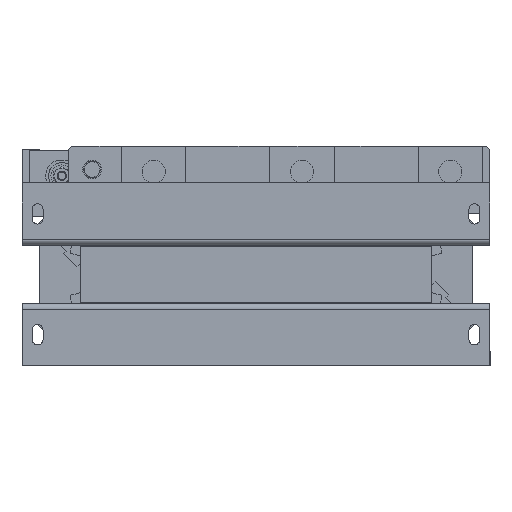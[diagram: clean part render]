
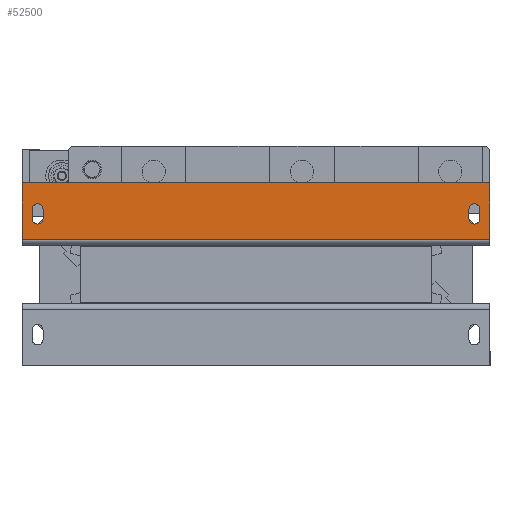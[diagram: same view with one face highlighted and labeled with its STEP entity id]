
A CAD part, front view. The second image highlights one B-rep face of the part: STEP entity #52500.
In plain terms, the highlighted planar face has unit normal (0, -1, 0).
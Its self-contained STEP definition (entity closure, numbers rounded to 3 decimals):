
#1311 = DIRECTION ( 'NONE',  ( 0., 0., 1. ) ) ;
#1344 = AXIS2_PLACEMENT_3D ( 'NONE', #28052, #2046, #1311 ) ;
#1475 = DIRECTION ( 'NONE',  ( 0., 0., 1. ) ) ;
#1511 = DIRECTION ( 'NONE',  ( 0., 1., 0. ) ) ;
#1786 = EDGE_CURVE ( 'Defeature ausgef�hrt3_125+Defeature ausgef�hrt3_131+Defeature ausgef�hrt3_124+Defeature ausgef�hrt3_127', #15033, #50586, #50149, .T. ) ;
#1968 = DIRECTION ( 'NONE',  ( 0., 1., 0. ) ) ;
#2046 = DIRECTION ( 'NONE',  ( 0., 1., 0. ) ) ;
#3209 = VECTOR ( 'NONE', #26111, 1000. ) ;
#3230 = CIRCLE ( 'NONE', #25996, 3.5 ) ;
#3601 = LINE ( 'NONE', #40388, #36934 ) ;
#4580 = ORIENTED_EDGE ( 'NONE', *, *, #8647, .T. ) ;
#5213 = VERTEX_POINT ( 'NONE', #55198 ) ;
#5360 = DIRECTION ( 'NONE',  ( 1., 0., 0. ) ) ;
#5771 = VERTEX_POINT ( 'NONE', #9157 ) ;
#6159 = DIRECTION ( 'NONE',  ( 0., 0., -1. ) ) ;
#6297 = CIRCLE ( 'NONE', #27343, 3.5 ) ;
#6502 = VECTOR ( 'NONE', #29209, 1000. ) ;
#7534 = ORIENTED_EDGE ( 'NONE', *, *, #50610, .F. ) ;
#7742 = ORIENTED_EDGE ( 'NONE', *, *, #15780, .T. ) ;
#8647 = EDGE_CURVE ( 'Defeature ausgef�hrt3_125+Defeature ausgef�hrt3_1520+Defeature ausgef�hrt3_1519+Defeature ausgef�hrt3_1521', #9951, #5771, #20027, .T. ) ;
#8891 = VECTOR ( 'NONE', #1475, 1000. ) ;
#9157 = CARTESIAN_POINT ( 'NONE',  ( -140., -23., 45.25 ) ) ;
#9217 = EDGE_LOOP ( 'NONE', ( #9739, #7742, #4580, #55666, #46391 ) ) ;
#9739 = ORIENTED_EDGE ( 'NONE', *, *, #43683, .T. ) ;
#9851 = ORIENTED_EDGE ( 'NONE', *, *, #43461, .F. ) ;
#9951 = VERTEX_POINT ( 'NONE', #16414 ) ;
#11077 = CIRCLE ( 'NONE', #51746, 3.5 ) ;
#11169 = EDGE_CURVE ( 'Defeature ausgef�hrt3_125+Defeature ausgef�hrt3_1525+Defeature ausgef�hrt3_1524+Defeature ausgef�hrt3_1526', #41699, #31986, #15613, .T. ) ;
#13085 = DIRECTION ( 'NONE',  ( 0., 0., -1. ) ) ;
#13501 = CARTESIAN_POINT ( 'NONE',  ( 150., -23., 58.75 ) ) ;
#13919 = CARTESIAN_POINT ( 'NONE',  ( -143.5, -23., 35.75 ) ) ;
#14301 = AXIS2_PLACEMENT_3D ( 'NONE', #28169, #1968, #32900 ) ;
#15033 = VERTEX_POINT ( 'NONE', #29254 ) ;
#15388 = DIRECTION ( 'NONE',  ( 0., 1., 0. ) ) ;
#15613 = LINE ( 'NONE', #45919, #16962 ) ;
#15780 = EDGE_CURVE ( 'Defeature ausgef�hrt3_125+Defeature ausgef�hrt3_1519+Defeature ausgef�hrt3_1522+Defeature ausgef�hrt3_1520', #21273, #9951, #43332, .T. ) ;
#16145 = VERTEX_POINT ( 'NONE', #51417 ) ;
#16414 = CARTESIAN_POINT ( 'NONE',  ( -143.5, -23., 41.75 ) ) ;
#16835 = CARTESIAN_POINT ( 'NONE',  ( -140., -23., 41.75 ) ) ;
#16962 = VECTOR ( 'NONE', #19838, 1000. ) ;
#16991 = EDGE_LOOP ( 'NONE', ( #20280, #53169, #21303, #36028, #43849 ) ) ;
#17816 = CARTESIAN_POINT ( 'NONE',  ( -136.5, -23., 38.75 ) ) ;
#17871 = CARTESIAN_POINT ( 'NONE',  ( -150., -23., 22.25 ) ) ;
#18314 = CARTESIAN_POINT ( 'NONE',  ( 136.5, -23., 38.75 ) ) ;
#18728 = DIRECTION ( 'NONE',  ( 0., 0., 1. ) ) ;
#18925 = EDGE_CURVE ( 'Defeature ausgef�hrt3_127+Defeature ausgef�hrt3_125+Defeature ausgef�hrt3_128+Defeature ausgef�hrt3_129', #35057, #50586, #3601, .T. ) ;
#19136 = CARTESIAN_POINT ( 'NONE',  ( 136.5, -23., 41.75 ) ) ;
#19590 = VERTEX_POINT ( 'NONE', #38561 ) ;
#19714 = EDGE_CURVE ( 'Defeature ausgef�hrt3_125+Defeature ausgef�hrt3_1523+Defeature ausgef�hrt3_1526+Defeature ausgef�hrt3_1524', #19590, #52906, #23825, .T. ) ;
#19838 = DIRECTION ( 'NONE',  ( 0., 0., -1. ) ) ;
#19992 = CIRCLE ( 'NONE', #46651, 3.5 ) ;
#20027 = CIRCLE ( 'NONE', #27708, 3.5 ) ;
#20280 = ORIENTED_EDGE ( 'NONE', *, *, #30779, .T. ) ;
#20862 = CARTESIAN_POINT ( 'NONE',  ( 143.5, -23., 41.75 ) ) ;
#21273 = VERTEX_POINT ( 'NONE', #13919 ) ;
#21303 = ORIENTED_EDGE ( 'NONE', *, *, #42690, .T. ) ;
#22041 = CARTESIAN_POINT ( 'NONE',  ( -150., -23., 58.75 ) ) ;
#22889 = VERTEX_POINT ( 'NONE', #23894 ) ;
#23825 = LINE ( 'NONE', #18314, #8891 ) ;
#23894 = CARTESIAN_POINT ( 'NONE',  ( -136.5, -23., 35.75 ) ) ;
#23905 = FACE_BOUND ( 'NONE', #9217, .T. ) ;
#24642 = CARTESIAN_POINT ( 'NONE',  ( -150., -23., 18.75 ) ) ;
#25420 = DIRECTION ( 'NONE',  ( 0., 0., 1. ) ) ;
#25996 = AXIS2_PLACEMENT_3D ( 'NONE', #52634, #1511, #36473 ) ;
#26111 = DIRECTION ( 'NONE',  ( 0., 0., 1. ) ) ;
#27343 = AXIS2_PLACEMENT_3D ( 'NONE', #45168, #44972, #18728 ) ;
#27584 = LINE ( 'NONE', #24642, #6502 ) ;
#27594 = CIRCLE ( 'NONE', #1344, 3.5 ) ;
#27708 = AXIS2_PLACEMENT_3D ( 'NONE', #16835, #55605, #42539 ) ;
#28052 = CARTESIAN_POINT ( 'NONE',  ( 140., -23., 41.75 ) ) ;
#28169 = CARTESIAN_POINT ( 'NONE',  ( 0., -23., 38.75 ) ) ;
#29209 = DIRECTION ( 'NONE',  ( 0., 0., 1. ) ) ;
#29254 = CARTESIAN_POINT ( 'NONE',  ( -150., -23., 22.25 ) ) ;
#29633 = CARTESIAN_POINT ( 'NONE',  ( 140., -23., 41.75 ) ) ;
#30779 = EDGE_CURVE ( 'Defeature ausgef�hrt3_125+Defeature ausgef�hrt3_1526+Defeature ausgef�hrt3_1525+Defeature ausgef�hrt3_1523', #31986, #19590, #3230, .T. ) ;
#31476 = EDGE_CURVE ( 'Defeature ausgef�hrt3_125+Defeature ausgef�hrt3_1524+Defeature ausgef�hrt3_1523+Defeature ausgef�hrt3_1525', #40938, #41699, #27594, .T. ) ;
#31986 = VERTEX_POINT ( 'NONE', #44533 ) ;
#32900 = DIRECTION ( 'NONE',  ( 0., 0., 1. ) ) ;
#33228 = CARTESIAN_POINT ( 'NONE',  ( -140., -23., 35.75 ) ) ;
#35057 = VERTEX_POINT ( 'NONE', #13501 ) ;
#36028 = ORIENTED_EDGE ( 'NONE', *, *, #31476, .T. ) ;
#36170 = FACE_OUTER_BOUND ( 'NONE', #45990, .T. ) ;
#36307 = EDGE_CURVE ( 'Defeature ausgef�hrt3_125+Defeature ausgef�hrt3_1521+Defeature ausgef�hrt3_1520+Defeature ausgef�hrt3_1522', #16145, #22889, #46316, .T. ) ;
#36410 = ORIENTED_EDGE ( 'NONE', *, *, #18925, .F. ) ;
#36473 = DIRECTION ( 'NONE',  ( 0., 0., 1. ) ) ;
#36934 = VECTOR ( 'NONE', #6159, 1000. ) ;
#37537 = FACE_BOUND ( 'NONE', #16991, .T. ) ;
#38561 = CARTESIAN_POINT ( 'NONE',  ( 136.5, -23., 35.75 ) ) ;
#39508 = LINE ( 'NONE', #22041, #40225 ) ;
#40225 = VECTOR ( 'NONE', #5360, 1000. ) ;
#40388 = CARTESIAN_POINT ( 'NONE',  ( 150., -23., 18.75 ) ) ;
#40938 = VERTEX_POINT ( 'NONE', #46426 ) ;
#41699 = VERTEX_POINT ( 'NONE', #20862 ) ;
#41808 = CARTESIAN_POINT ( 'NONE',  ( 150., -23., 22.25 ) ) ;
#42539 = DIRECTION ( 'NONE',  ( 0., 0., 1. ) ) ;
#42690 = EDGE_CURVE ( 'Defeature ausgef�hrt3_125+Defeature ausgef�hrt3_1524+Defeature ausgef�hrt3_1523+Defeature ausgef�hrt3_1525', #52906, #40938, #11077, .T. ) ;
#42984 = EDGE_CURVE ( 'Defeature ausgef�hrt3_125+Defeature ausgef�hrt3_1520+Defeature ausgef�hrt3_1519+Defeature ausgef�hrt3_1521', #5771, #16145, #6297, .T. ) ;
#43332 = LINE ( 'NONE', #47958, #3209 ) ;
#43461 = EDGE_CURVE ( 'Defeature ausgef�hrt3_128+Defeature ausgef�hrt3_125+Defeature ausgef�hrt3_124+Defeature ausgef�hrt3_127', #5213, #35057, #39508, .T. ) ;
#43683 = EDGE_CURVE ( 'Defeature ausgef�hrt3_125+Defeature ausgef�hrt3_1522+Defeature ausgef�hrt3_1521+Defeature ausgef�hrt3_1519', #22889, #21273, #19992, .T. ) ;
#43849 = ORIENTED_EDGE ( 'NONE', *, *, #11169, .T. ) ;
#44533 = CARTESIAN_POINT ( 'NONE',  ( 143.5, -23., 35.75 ) ) ;
#44856 = DIRECTION ( 'NONE',  ( 1., 0., 0. ) ) ;
#44962 = VECTOR ( 'NONE', #13085, 1000. ) ;
#44972 = DIRECTION ( 'NONE',  ( 0., 1., 0. ) ) ;
#45168 = CARTESIAN_POINT ( 'NONE',  ( -140., -23., 41.75 ) ) ;
#45219 = ORIENTED_EDGE ( 'NONE', *, *, #1786, .T. ) ;
#45919 = CARTESIAN_POINT ( 'NONE',  ( 143.5, -23., 38.75 ) ) ;
#45990 = EDGE_LOOP ( 'NONE', ( #36410, #9851, #7534, #45219 ) ) ;
#46316 = LINE ( 'NONE', #17816, #44962 ) ;
#46391 = ORIENTED_EDGE ( 'NONE', *, *, #36307, .T. ) ;
#46426 = CARTESIAN_POINT ( 'NONE',  ( 140., -23., 45.25 ) ) ;
#46651 = AXIS2_PLACEMENT_3D ( 'NONE', #33228, #15388, #55244 ) ;
#47958 = CARTESIAN_POINT ( 'NONE',  ( -143.5, -23., 38.75 ) ) ;
#49816 = PLANE ( 'NONE',  #14301 ) ;
#50149 = LINE ( 'NONE', #17871, #56223 ) ;
#50586 = VERTEX_POINT ( 'NONE', #41808 ) ;
#50610 = EDGE_CURVE ( 'Defeature ausgef�hrt3_124+Defeature ausgef�hrt3_125+Defeature ausgef�hrt3_130+Defeature ausgef�hrt3_128', #15033, #5213, #27584, .T. ) ;
#51417 = CARTESIAN_POINT ( 'NONE',  ( -136.5, -23., 41.75 ) ) ;
#51478 = DIRECTION ( 'NONE',  ( 0., 1., 0. ) ) ;
#51746 = AXIS2_PLACEMENT_3D ( 'NONE', #29633, #51478, #25420 ) ;
#52500 = ADVANCED_FACE ( 'Defeature ausgef�hrt3_125', ( #37537, #23905, #36170 ), #49816, .F. ) ;
#52634 = CARTESIAN_POINT ( 'NONE',  ( 140., -23., 35.75 ) ) ;
#52906 = VERTEX_POINT ( 'NONE', #19136 ) ;
#53169 = ORIENTED_EDGE ( 'NONE', *, *, #19714, .T. ) ;
#55198 = CARTESIAN_POINT ( 'NONE',  ( -150., -23., 58.75 ) ) ;
#55244 = DIRECTION ( 'NONE',  ( 0., 0., 1. ) ) ;
#55605 = DIRECTION ( 'NONE',  ( 0., 1., 0. ) ) ;
#55666 = ORIENTED_EDGE ( 'NONE', *, *, #42984, .T. ) ;
#56223 = VECTOR ( 'NONE', #44856, 1000. ) ;
